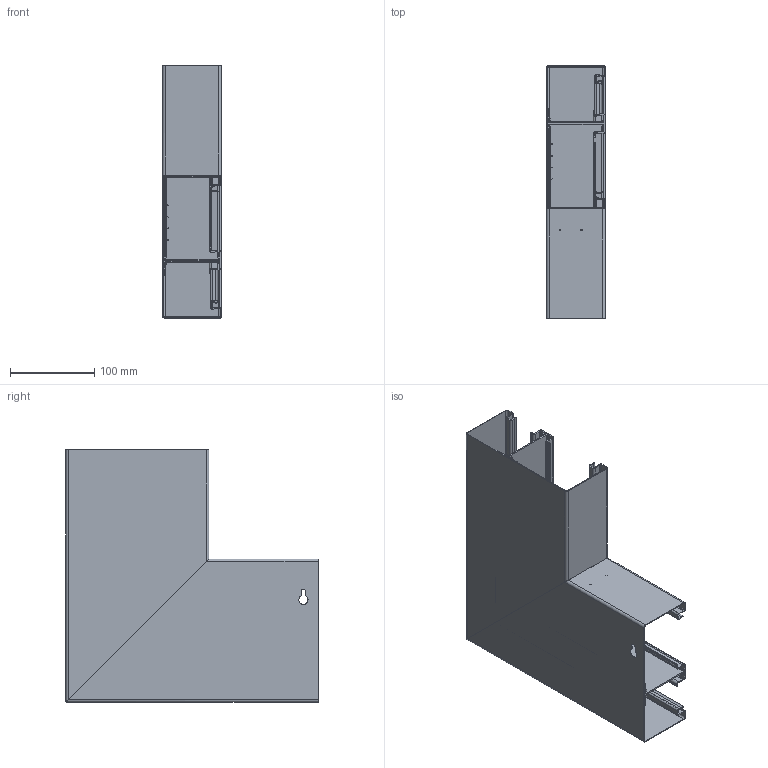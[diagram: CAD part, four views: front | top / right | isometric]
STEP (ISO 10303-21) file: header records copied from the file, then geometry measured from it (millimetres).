
FILE_DESCRIPTION (( 'STEP AP214' ), '1' );
FILE_NAME ('6278220.stp', '2016-06-02T09:37:26', ( '' ), ( '' ), 'SwSTEP 2.0', 'SolidWorks 2014', '' );
FILE_SCHEMA (( 'AUTOMOTIVE_DESIGN' ));
Length unit declared in the file: millimetre
Products named in the file (4): 014939_G剅ungsst乧k f乺 GS-DFS70170 ; 022244T1_GS-DFS70170 ; 6278220; 021619_Standard
Assembly tree (3 placements, depth 2):
  6278220
    022244T1_GS-DFS70170 
    014939_G剅ungsst乧k f乺 GS-DFS70170 
    021619_Standard
Bounding box: 70 x 299.85 x 299.85 mm (x, y, z)
Volume: 309593.5 mm3; surface area: 519599.2 mm2
Topology: 4 solids, 4 shells, 763 faces, 1891 edges, 1140 vertices
Faces by surface type: plane 484, cylinder 227, bspline 44, cone 8
Entity records: 23028 total; most frequent: CARTESIAN_POINT 5243, ORIENTED_EDGE 3782, DIRECTION 3493, EDGE_CURVE 1891, VECTOR 1311, LINE 1311, VERTEX_POINT 1140, AXIS2_PLACEMENT_3D 1091
